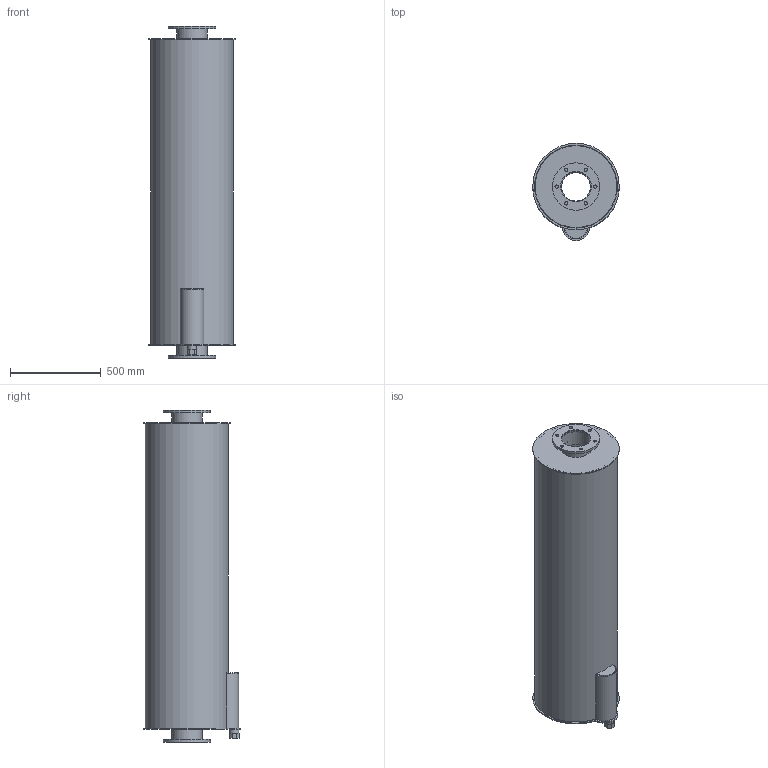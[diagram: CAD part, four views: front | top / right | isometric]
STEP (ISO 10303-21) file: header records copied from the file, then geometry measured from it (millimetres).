
FILE_DESCRIPTION(/* description */ (''),/* implementation_level */ '2;1');
FILE_NAME(/* name */ 'Vsad 06.stp',/* time_stamp */ '2015-01-22T16:44:58+01:00',/* author */ ('Tekenkamer'),/* organization */ (''),/* preprocessor_version */ 'ST-DEVELOPER v15.6',/* originating_system */ 'Autodesk Inventor 2015',/* authorisation */ '');
FILE_SCHEMA (('AUTOMOTIVE_DESIGN { 1 0 10303 214 3 1 1 }'));
Length unit declared in the file: millimetre
Products named in the file (1): MAAT3D
Bounding box: 477 x 533.81 x 1830 mm (x, y, z)
Volume: 10291980.2 mm3; surface area: 5965723.9 mm2
Topology: 11 solids, 11 shells, 66 faces, 132 edges, 88 vertices
Faces by surface type: cylinder 34, plane 32
Full cylindrical faces by diameter (mm): 18 x12, 42.1 x2, 48.3 x1, 160 x2, 161 x2, 168 x2, 170 x2, 261 x2, 451 x1, 457 x1, 477 x1
Entity records: 1709 total; most frequent: DIRECTION 306, CARTESIAN_POINT 259, ORIENTED_EDGE 208, EDGE_LOOP 136, AXIS2_PLACEMENT_3D 135, EDGE_CURVE 104, VERTEX_POINT 88, FACE_BOUND 70
